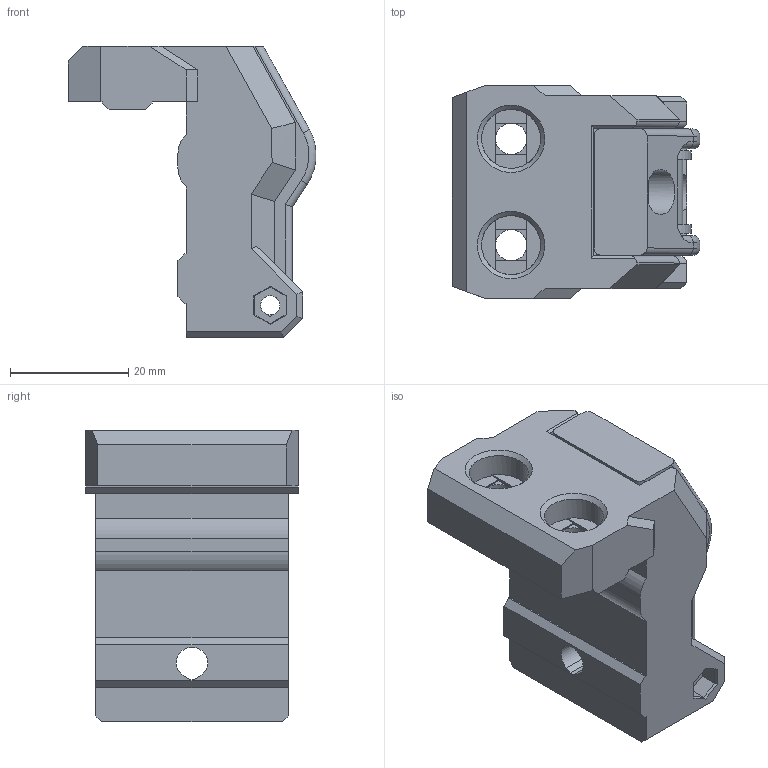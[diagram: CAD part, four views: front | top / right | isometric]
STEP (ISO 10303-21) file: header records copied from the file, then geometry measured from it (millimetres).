
FILE_DESCRIPTION(/* description */ (''),/* implementation_level */ '2;1');
FILE_NAME(/* name */ 'y_idler_9mm_belt.step',/* time_stamp */ '2020-05-05T10:09:51+02:00',/* author */ (''),/* organization */ (''),/* preprocessor_version */ 'ST-DEVELOPER v18.1',/* originating_system */ 'Autodesk Translation Framework v9.2.0.1227',/* authorisation */ '');
FILE_SCHEMA (('AUTOMOTIVE_DESIGN { 1 0 10303 214 3 1 1 }'));
Length unit declared in the file: millimetre
Products named in the file (3): y_idler_9mm_belt; e3d_2gt_idler_20t_9mm_belt; dowel_pin
Assembly tree (2 placements, depth 2):
  y_idler_9mm_belt
    e3d_2gt_idler_20t_9mm_belt
    dowel_pin
Bounding box: 41.99 x 36 x 49.4 mm (x, y, z)
Volume: 30837.3 mm3; surface area: 16406.5 mm2
Topology: 4 solids, 18 shells, 400 faces, 983 edges, 624 vertices
Faces by surface type: plane 297, cylinder 72, bspline 14, torus 10, cone 7
Full cylindrical faces by diameter (mm): 3.3 x1, 4.95 x1, 5 x1, 5.3 x2, 10 x2, 12.22 x1, 15 x2
Entity records: 12235 total; most frequent: CARTESIAN_POINT 2624, ORIENTED_EDGE 1966, DIRECTION 1924, EDGE_CURVE 983, LINE 764, VECTOR 764, VERTEX_POINT 624, AXIS2_PLACEMENT_3D 580
